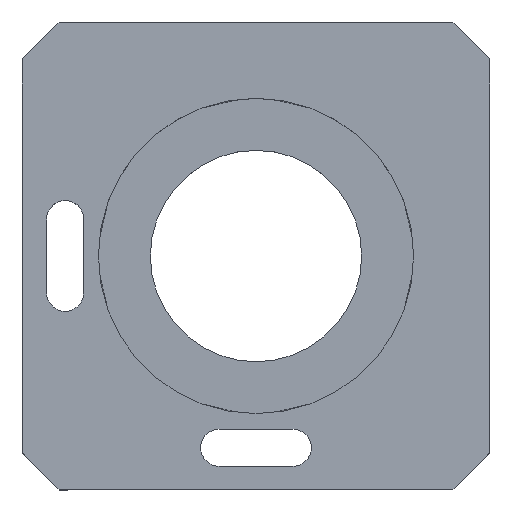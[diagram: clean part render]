
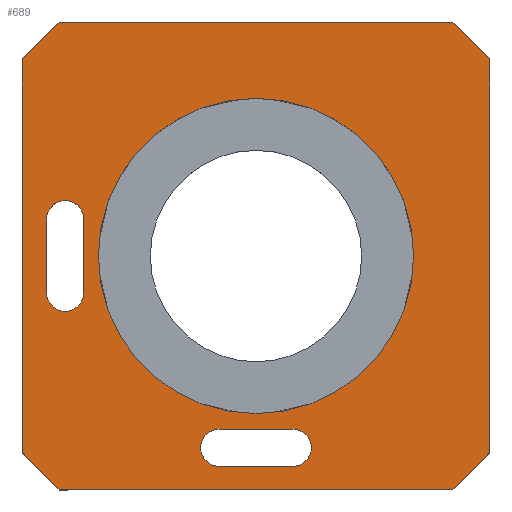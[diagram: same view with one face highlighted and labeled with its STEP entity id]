
A CAD part, top view. The second image highlights one B-rep face of the part: STEP entity #689.
In plain terms, the highlighted planar face has unit normal (0, 0, 1).
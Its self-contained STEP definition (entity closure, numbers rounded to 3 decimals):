
#50=FACE_BOUND('',#160,.T.);
#51=FACE_BOUND('',#161,.T.);
#52=FACE_BOUND('',#162,.T.);
#68=CIRCLE('',#748,1.5);
#69=CIRCLE('',#751,1.5);
#70=CIRCLE('',#755,1.5);
#71=CIRCLE('',#758,1.5);
#74=CIRCLE('',#764,12.8);
#109=FACE_OUTER_BOUND('',#159,.T.);
#159=EDGE_LOOP('',(#617,#618,#619,#620,#621,#622,#623,#624));
#160=EDGE_LOOP('',(#625,#626,#627,#628));
#161=EDGE_LOOP('',(#629,#630,#631,#632));
#162=EDGE_LOOP('',(#633));
#179=LINE('',#984,#244);
#183=LINE('',#1000,#248);
#189=LINE('',#1011,#254);
#199=LINE('',#1042,#264);
#200=LINE('',#1045,#265);
#203=LINE('',#1050,#268);
#204=LINE('',#1055,#269);
#214=LINE('',#1234,#279);
#217=LINE('',#1241,#282);
#218=LINE('',#1245,#283);
#222=LINE('',#1254,#287);
#227=LINE('',#1271,#292);
#244=VECTOR('',#797,10.);
#248=VECTOR('',#813,10.);
#254=VECTOR('',#821,10.);
#264=VECTOR('',#847,10.);
#265=VECTOR('',#850,10.);
#268=VECTOR('',#855,10.);
#269=VECTOR('',#860,10.);
#279=VECTOR('',#900,10.);
#282=VECTOR('',#909,10.);
#283=VECTOR('',#912,10.);
#287=VECTOR('',#922,10.);
#292=VECTOR('',#945,10.);
#304=VERTEX_POINT('',#981);
#305=VERTEX_POINT('',#983);
#310=VERTEX_POINT('',#998);
#311=VERTEX_POINT('',#999);
#315=VERTEX_POINT('',#1009);
#329=VERTEX_POINT('',#1044);
#330=VERTEX_POINT('',#1048);
#332=VERTEX_POINT('',#1054);
#344=VERTEX_POINT('',#1227);
#345=VERTEX_POINT('',#1228);
#346=VERTEX_POINT('',#1233);
#347=VERTEX_POINT('',#1237);
#348=VERTEX_POINT('',#1243);
#349=VERTEX_POINT('',#1244);
#350=VERTEX_POINT('',#1249);
#351=VERTEX_POINT('',#1253);
#354=VERTEX_POINT('',#1266);
#371=EDGE_CURVE('',#305,#304,#179,.T.);
#378=EDGE_CURVE('',#310,#311,#183,.T.);
#384=EDGE_CURVE('',#310,#315,#189,.T.);
#400=EDGE_CURVE('',#305,#315,#199,.T.);
#401=EDGE_CURVE('',#329,#304,#200,.T.);
#404=EDGE_CURVE('',#329,#330,#203,.T.);
#406=EDGE_CURVE('',#332,#330,#204,.T.);
#425=EDGE_CURVE('',#344,#345,#68,.T.);
#428=EDGE_CURVE('',#345,#346,#214,.T.);
#430=EDGE_CURVE('',#346,#347,#69,.T.);
#432=EDGE_CURVE('',#347,#344,#217,.T.);
#433=EDGE_CURVE('',#348,#349,#218,.T.);
#436=EDGE_CURVE('',#349,#350,#70,.T.);
#438=EDGE_CURVE('',#350,#351,#222,.T.);
#440=EDGE_CURVE('',#351,#348,#71,.T.);
#444=EDGE_CURVE('',#354,#354,#74,.T.);
#447=EDGE_CURVE('',#332,#311,#227,.T.);
#617=ORIENTED_EDGE('',*,*,#378,.F.);
#618=ORIENTED_EDGE('',*,*,#384,.T.);
#619=ORIENTED_EDGE('',*,*,#400,.F.);
#620=ORIENTED_EDGE('',*,*,#371,.T.);
#621=ORIENTED_EDGE('',*,*,#401,.F.);
#622=ORIENTED_EDGE('',*,*,#404,.T.);
#623=ORIENTED_EDGE('',*,*,#406,.F.);
#624=ORIENTED_EDGE('',*,*,#447,.T.);
#625=ORIENTED_EDGE('',*,*,#430,.T.);
#626=ORIENTED_EDGE('',*,*,#432,.T.);
#627=ORIENTED_EDGE('',*,*,#425,.T.);
#628=ORIENTED_EDGE('',*,*,#428,.T.);
#629=ORIENTED_EDGE('',*,*,#438,.T.);
#630=ORIENTED_EDGE('',*,*,#440,.T.);
#631=ORIENTED_EDGE('',*,*,#433,.T.);
#632=ORIENTED_EDGE('',*,*,#436,.T.);
#633=ORIENTED_EDGE('',*,*,#444,.T.);
#654=PLANE('',#766);
#689=ADVANCED_FACE('',(#109,#50,#51,#52),#654,.T.);
#748=AXIS2_PLACEMENT_3D('',#1229,#894,#895);
#751=AXIS2_PLACEMENT_3D('',#1238,#904,#905);
#755=AXIS2_PLACEMENT_3D('',#1250,#917,#918);
#758=AXIS2_PLACEMENT_3D('',#1257,#926,#927);
#764=AXIS2_PLACEMENT_3D('',#1267,#939,#940);
#766=AXIS2_PLACEMENT_3D('',#1272,#946,#947);
#797=DIRECTION('',(0.,1.,0.));
#813=DIRECTION('',(-0.707,0.707,0.));
#821=DIRECTION('',(1.,0.,0.));
#847=DIRECTION('',(-0.707,-0.707,0.));
#850=DIRECTION('',(0.707,-0.707,0.));
#855=DIRECTION('',(-1.,0.,0.));
#860=DIRECTION('',(0.707,0.707,0.));
#894=DIRECTION('center_axis',(0.,0.,
-1.));
#895=DIRECTION('ref_axis',(1.,0.,0.));
#900=DIRECTION('',(0.,1.,0.));
#904=DIRECTION('center_axis',(0.,0.,
-1.));
#905=DIRECTION('ref_axis',(-1.,0.,0.));
#909=DIRECTION('',(0.,-1.,0.));
#912=DIRECTION('',(1.,0.,0.));
#917=DIRECTION('center_axis',(0.,0.,
-1.));
#918=DIRECTION('ref_axis',(0.,1.,0.));
#922=DIRECTION('',(-1.,0.,0.));
#926=DIRECTION('center_axis',(0.,0.,
-1.));
#927=DIRECTION('ref_axis',(0.,-1.,0.));
#939=DIRECTION('center_axis',(0.,0.,
-1.));
#940=DIRECTION('ref_axis',(-1.,0.,0.));
#945=DIRECTION('',(0.,-1.,0.));
#946=DIRECTION('center_axis',(0.,0.,
1.));
#947=DIRECTION('ref_axis',(1.,0.,0.));
#981=CARTESIAN_POINT('',(-4.071,16.,8.));
#983=CARTESIAN_POINT('',(-4.071,-16.,8.));
#984=CARTESIAN_POINT('',(-4.071,-19.,8.));
#998=CARTESIAN_POINT('',(-39.071,-19.,8.));
#999=CARTESIAN_POINT('',(-42.071,-16.,8.));
#1000=CARTESIAN_POINT('',(-40.571,-17.5,8.));
#1009=CARTESIAN_POINT('',(-7.071,-19.,8.));
#1011=CARTESIAN_POINT('',(-42.071,-19.,8.));
#1042=CARTESIAN_POINT('',(-5.571,-17.5,8.));
#1044=CARTESIAN_POINT('',(-7.071,19.,8.));
#1045=CARTESIAN_POINT('',(-5.571,17.5,8.));
#1048=CARTESIAN_POINT('',(-39.071,19.,8.));
#1050=CARTESIAN_POINT('',(-4.071,19.,8.));
#1054=CARTESIAN_POINT('',(-42.071,16.,8.));
#1055=CARTESIAN_POINT('',(-40.571,17.5,8.));
#1227=CARTESIAN_POINT('',(-37.071,-3.,8.));
#1228=CARTESIAN_POINT('',(-40.071,-3.,8.));
#1229=CARTESIAN_POINT('Origin',(-38.571,-3.,8.));
#1233=CARTESIAN_POINT('',(-40.071,3.,8.));
#1234=CARTESIAN_POINT('',(-40.071,1.5,8.));
#1237=CARTESIAN_POINT('',(-37.071,3.,8.));
#1238=CARTESIAN_POINT('Origin',(-38.571,3.,8.));
#1241=CARTESIAN_POINT('',(-37.071,-1.5,8.));
#1243=CARTESIAN_POINT('',(-26.071,-14.08,8.));
#1244=CARTESIAN_POINT('',(-20.071,-14.08,8.));
#1245=CARTESIAN_POINT('',(-21.571,-14.08,8.));
#1249=CARTESIAN_POINT('',(-20.071,-17.08,8.));
#1250=CARTESIAN_POINT('Origin',(-20.071,-15.58,8.));
#1253=CARTESIAN_POINT('',(-26.071,-17.08,8.));
#1254=CARTESIAN_POINT('',(-24.571,-17.08,8.));
#1257=CARTESIAN_POINT('Origin',(-26.071,-15.58,8.));
#1266=CARTESIAN_POINT('',(-10.271,0.,8.));
#1267=CARTESIAN_POINT('Origin',(-23.071,0.,
8.));
#1271=CARTESIAN_POINT('',(-42.071,19.,8.));
#1272=CARTESIAN_POINT('Origin',(-23.071,0.,
8.));
